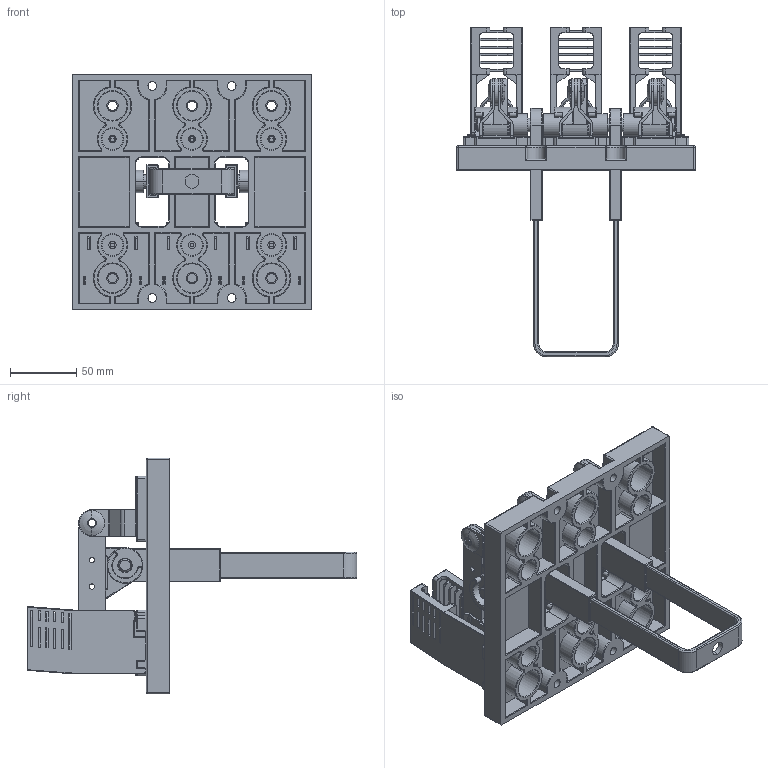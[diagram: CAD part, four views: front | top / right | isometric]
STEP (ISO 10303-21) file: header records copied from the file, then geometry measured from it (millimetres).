
FILE_DESCRIPTION((''),'2;1');
FILE_NAME('ASM0001_ASM','2024-05-23T',('Administrator'),(''),'PRO/ENGINEER BY PARAMETRIC TECHNOLOGY CORPORATION, 2009440','PRO/ENGINEER BY PARAMETRIC TECHNOLOGY CORPORATION, 2009440','');
FILE_SCHEMA(('CONFIG_CONTROL_DESIGN'));
Length unit declared in the file: millimetre
Products named in the file (15): DIBAN; HOUCHUTOU; QIANCHUTOU; CHUTOU; KAHUANG; JUEYUANJIAN; ZHOU10; JUANYUANTAO; LAGAN; PANXINGTANHANG; GEHUBAN; MIEHUPIAN; MIEHUSHI_ASM; ZHUTAO; ASM0001_ASM
Assembly tree (40 placements, depth 3):
  ASM0001_ASM
    DIBAN
    HOUCHUTOU  x3
    QIANCHUTOU  x3
    CHUTOU  x3
    KAHUANG  x3
    JUEYUANJIAN  x3
    ZHOU10
    JUANYUANTAO  x2
    LAGAN
    PANXINGTANHANG  x6
    MIEHUSHI_ASM  x3
      GEHUBAN
      MIEHUPIAN
    ZHUTAO  x4
Bounding box: 180 x 249 x 178 mm (x, y, z)
Volume: 632095 mm3; surface area: 388845.2 mm2
Topology: 54 solids, 54 shells, 3421 faces, 9075 edges, 5741 vertices
Faces by surface type: plane 1690, cylinder 1186, torus 324, sphere 116, bspline 73, cone 28, extrusion 4
Entity records: 56303 total; most frequent: CARTESIAN_POINT 11507, DIRECTION 9559, ORIENTED_EDGE 9156, EDGE_CURVE 4578, AXIS2_PLACEMENT_3D 3389, VERTEX_POINT 2840, VECTOR 2781, LINE 2777
